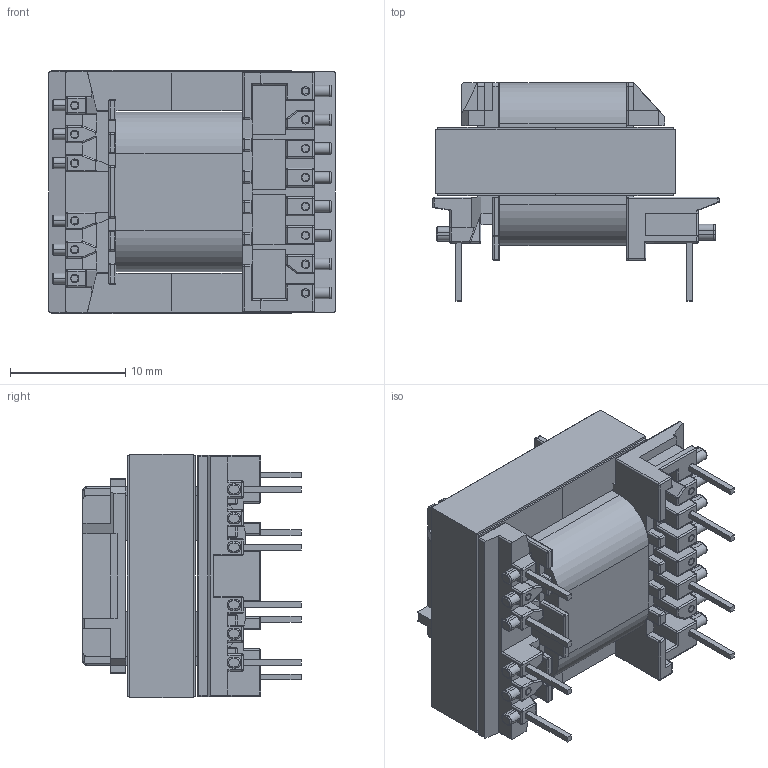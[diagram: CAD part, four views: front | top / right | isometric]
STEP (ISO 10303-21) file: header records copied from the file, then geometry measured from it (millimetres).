
FILE_DESCRIPTION (( 'STEP AP214' ), '1' );
FILE_NAME ('EE20-10-6_5406_MP2-5-8-10-11-13.STEP', '2021-06-30T20:12:40', ( '' ), ( '' ), 'SwSTEP 2.0', 'SolidWorks 2017', '' );
FILE_SCHEMA (( 'AUTOMOTIVE_DESIGN' ));
Length unit declared in the file: millimetre
Products named in the file (5): EE20-10-6_5406_MP2-5-8-10-11-13; 440-9987-1170; 150-1170_6A; 070-5406_coil; 070-5406_6A
Assembly tree (5 placements, depth 2):
  EE20-10-6_5406_MP2-5-8-10-11-13
    070-5406_6A
    070-5406_coil
    150-1170_6A  x2
    440-9987-1170
Bounding box: 24.79 x 18.91 x 21.12 mm (x, y, z)
Volume: 4440.9 mm3; surface area: 6629.8 mm2
Topology: 5 solids, 5 shells, 917 faces, 2267 edges, 1288 vertices
Faces by surface type: plane 405, cylinder 360, sphere 114, torus 38
Entity records: 26325 total; most frequent: DIRECTION 4629, CARTESIAN_POINT 4406, ORIENTED_EDGE 4234, EDGE_CURVE 2117, AXIS2_PLACEMENT_3D 1639, VECTOR 1351, LINE 1351, VERTEX_POINT 1264
